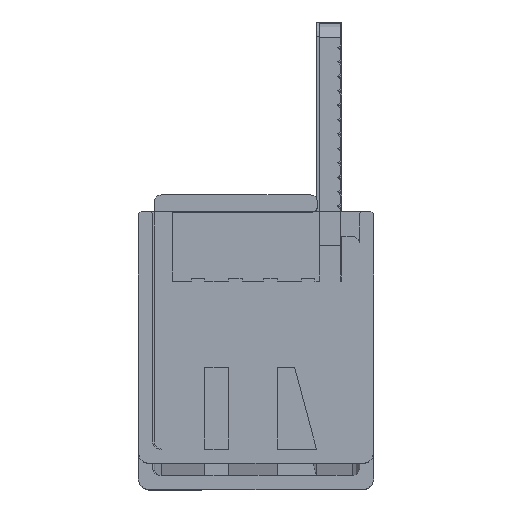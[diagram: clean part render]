
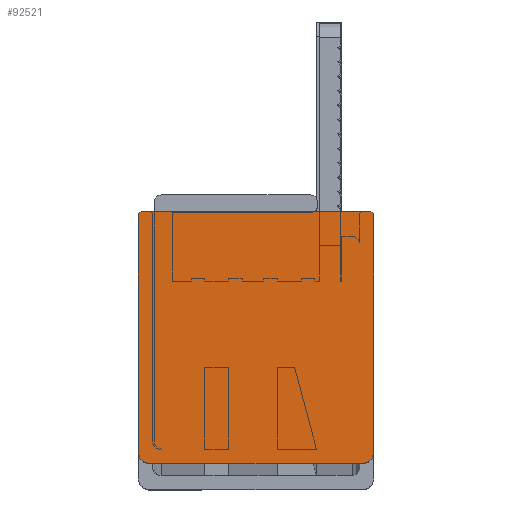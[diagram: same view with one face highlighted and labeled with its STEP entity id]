
A CAD part, top view. The second image highlights one B-rep face of the part: STEP entity #92521.
In plain terms, the highlighted planar face has unit normal (0, 0, 1).
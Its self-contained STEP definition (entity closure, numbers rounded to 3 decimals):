
#1405 = DIRECTION ( 'NONE',  ( 0., 0., -1. ) ) ;
#1421 = CARTESIAN_POINT ( 'NONE',  ( -1.534, 16.3, 219. ) ) ;
#1432 = DIRECTION ( 'NONE',  ( 1., 0., 0. ) ) ;
#1504 = CARTESIAN_POINT ( 'NONE',  ( -0.984, -0.25, 219. ) ) ;
#1514 = DIRECTION ( 'NONE',  ( 0., 0., -1. ) ) ;
#1525 = DIRECTION ( 'NONE',  ( 1., 0., 0. ) ) ;
#1682 = CARTESIAN_POINT ( 'NONE',  ( 14.466, 16.3, 219. ) ) ;
#1714 = DIRECTION ( 'NONE',  ( 0., 0., -1. ) ) ;
#1724 = DIRECTION ( 'NONE',  ( 1., 0., 0. ) ) ;
#1735 = DIRECTION ( 'NONE',  ( 1., 0., 0. ) ) ;
#1744 = CARTESIAN_POINT ( 'NONE',  ( 6.466, 16.5, 219. ) ) ;
#1769 = LINE ( 'NONE', #1744, #114545 ) ;
#1794 = DIRECTION ( 'NONE',  ( 1., 0., 0. ) ) ;
#1800 = LINE ( 'NONE', #1810, #114563 ) ;
#1810 = CARTESIAN_POINT ( 'NONE',  ( -1.734, -11.046, 219. ) ) ;
#1813 = DIRECTION ( 'NONE',  ( 0., -1., 0. ) ) ;
#1817 = LINE ( 'NONE', #1818, #114608 ) ;
#1818 = CARTESIAN_POINT ( 'NONE',  ( 6.466, -1., 219. ) ) ;
#1884 = CARTESIAN_POINT ( 'NONE',  ( 14.666, -11.046, 219. ) ) ;
#1885 = LINE ( 'NONE', #1884, #114613 ) ;
#1893 = DIRECTION ( 'NONE',  ( 0., -1., 0. ) ) ;
#6090 = EDGE_CURVE ( 'NONE', #16252, #16267, #87327, .T. ) ;
#16197 = VERTEX_POINT ( 'NONE', #84290 ) ;
#16215 = VERTEX_POINT ( 'NONE', #84391 ) ;
#16249 = VERTEX_POINT ( 'NONE', #84340 ) ;
#16252 = VERTEX_POINT ( 'NONE', #84363 ) ;
#16257 = VERTEX_POINT ( 'NONE', #84338 ) ;
#16267 = VERTEX_POINT ( 'NONE', #84352 ) ;
#16337 = VERTEX_POINT ( 'NONE', #84411 ) ;
#16355 = VERTEX_POINT ( 'NONE', #84478 ) ;
#20330 = DIRECTION ( 'NONE',  ( 1., 0., 0. ) ) ;
#20413 = DIRECTION ( 'NONE',  ( 0., 0., -1. ) ) ;
#20425 = CARTESIAN_POINT ( 'NONE',  ( 13.916, -0.25, 219. ) ) ;
#44695 = AXIS2_PLACEMENT_3D ( 'NONE', #57031, #56993, #56949 ) ;
#49644 = EDGE_LOOP ( 'NONE', ( #74615, #74679, #74609, #74515, #74504, #74510, #74575, #74584 ) ) ;
#56944 = PLANE ( 'NONE',  #44695 ) ;
#56949 = DIRECTION ( 'NONE',  ( -1., 0., 0. ) ) ;
#56954 = FACE_OUTER_BOUND ( 'NONE', #49644, .T. ) ;
#56993 = DIRECTION ( 'NONE',  ( 0., 0., -1. ) ) ;
#57031 = CARTESIAN_POINT ( 'NONE',  ( 6.466, -11.046, 219. ) ) ;
#74504 = ORIENTED_EDGE ( 'NONE', *, *, #6090, .F. ) ;
#74510 = ORIENTED_EDGE ( 'NONE', *, *, #100999, .F. ) ;
#74515 = ORIENTED_EDGE ( 'NONE', *, *, #100946, .T. ) ;
#74575 = ORIENTED_EDGE ( 'NONE', *, *, #100880, .F. ) ;
#74584 = ORIENTED_EDGE ( 'NONE', *, *, #100921, .F. ) ;
#74609 = ORIENTED_EDGE ( 'NONE', *, *, #100763, .F. ) ;
#74615 = ORIENTED_EDGE ( 'NONE', *, *, #100686, .F. ) ;
#74679 = ORIENTED_EDGE ( 'NONE', *, *, #100938, .T. ) ;
#84290 = CARTESIAN_POINT ( 'NONE',  ( -1.734, 16.3, 219. ) ) ;
#84338 = CARTESIAN_POINT ( 'NONE',  ( -1.734, -0.25, 219. ) ) ;
#84340 = CARTESIAN_POINT ( 'NONE',  ( -0.984, -1., 219. ) ) ;
#84352 = CARTESIAN_POINT ( 'NONE',  ( 13.916, -1., 219. ) ) ;
#84363 = CARTESIAN_POINT ( 'NONE',  ( 14.666, -0.25, 219. ) ) ;
#84391 = CARTESIAN_POINT ( 'NONE',  ( -1.534, 16.5, 219. ) ) ;
#84411 = CARTESIAN_POINT ( 'NONE',  ( 14.666, 16.3, 219. ) ) ;
#84478 = CARTESIAN_POINT ( 'NONE',  ( 14.466, 16.5, 219. ) ) ;
#87327 = CIRCLE ( 'NONE', #87338, 0.75 ) ;
#87338 = AXIS2_PLACEMENT_3D ( 'NONE', #20425, #20413, #20330 ) ;
#92521 = ADVANCED_FACE ( 'NONE', ( #56954 ), #56944, .F. ) ;
#100686 = EDGE_CURVE ( 'NONE', #16197, #16215, #114481, .T. ) ;
#100763 = EDGE_CURVE ( 'NONE', #16249, #16257, #114456, .T. ) ;
#100880 = EDGE_CURVE ( 'NONE', #16355, #16337, #114540, .T. ) ;
#100921 = EDGE_CURVE ( 'NONE', #16215, #16355, #1769, .T. ) ;
#100938 = EDGE_CURVE ( 'NONE', #16197, #16257, #1800, .T. ) ;
#100946 = EDGE_CURVE ( 'NONE', #16249, #16267, #1817, .T. ) ;
#100999 = EDGE_CURVE ( 'NONE', #16337, #16252, #1885, .T. ) ;
#114456 = CIRCLE ( 'NONE', #114474, 0.75 ) ;
#114469 = AXIS2_PLACEMENT_3D ( 'NONE', #1421, #1405, #1432 ) ;
#114474 = AXIS2_PLACEMENT_3D ( 'NONE', #1504, #1514, #1525 ) ;
#114481 = CIRCLE ( 'NONE', #114469, 0.2 ) ;
#114527 = AXIS2_PLACEMENT_3D ( 'NONE', #1682, #1714, #1724 ) ;
#114540 = CIRCLE ( 'NONE', #114527, 0.2 ) ;
#114545 = VECTOR ( 'NONE', #1735, 1000. ) ;
#114563 = VECTOR ( 'NONE', #1813, 1000. ) ;
#114608 = VECTOR ( 'NONE', #1794, 1000. ) ;
#114613 = VECTOR ( 'NONE', #1893, 1000. ) ;
